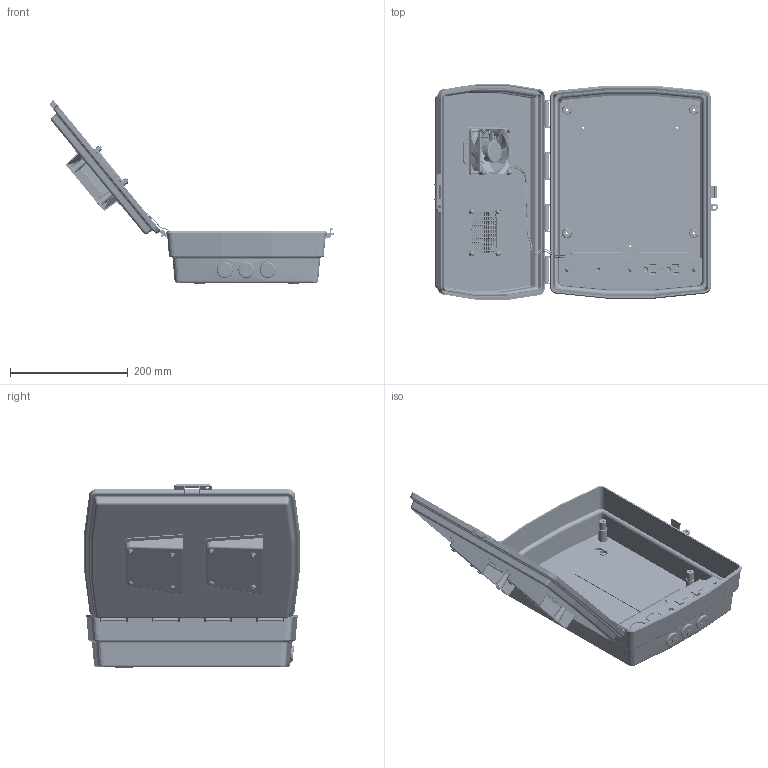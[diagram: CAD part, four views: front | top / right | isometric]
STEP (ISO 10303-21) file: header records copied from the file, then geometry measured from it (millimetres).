
FILE_DESCRIPTION (( 'STEP AP214' ), '1' );
FILE_NAME ('00406787_3D.STEP', '2022-05-26T21:20:16', ( '' ), ( '' ), 'SwSTEP 2.0', 'SolidWorks 2021', '' );
FILE_SCHEMA (( 'AUTOMOTIVE_DESIGN' ));
Length unit declared in the file: inch
Products named in the file (22): 1AJ02-054; NBP141004_120VAC outlet; NBP141004_PanelScrew; NBP141004_Lid-Vented; NBP141004_ConduitGrommit; XFW-0026; NBP141004_LowerPlate; 1AM07-078; XFN-0027; Fan-80x80x25; 1AJ02-055; NBP141004_400_Panel; NBP141004_outletScrew; NBP141004-FanWire; Fan Screen-All Wires-80x80 ALUM; 1AJ02-056; 1AJ03-011; NBP141004_Velcro tape; 1AJ02-053; NBP141004_Box; 00406787_3D; XFN-0026
Assembly tree (46 placements, depth 2):
  00406787_3D
    NBP141004_Box
    NBP141004_Lid-Vented
    NBP141004_ConduitGrommit  x3
    NBP141004_LowerPlate
    NBP141004_400_Panel
    NBP141004_Velcro tape  x2
    Fan Screen-All Wires-80x80 ALUM  x2
    NBP141004_PanelScrew  x3
    NBP141004_outletScrew
    XFN-0026  x8
    NBP141004_120VAC outlet
    XFW-0026
    XFN-0027
    1AM07-078  x2
    1AJ02-053  x2
    1AJ02-054  x2
    1AJ03-011  x8
    NBP141004-FanWire
    1AJ02-055  x2
    1AJ02-056  x2
    Fan-80x80x25
Bounding box: 483.06 x 366.88 x 312.42 mm (x, y, z)
Volume: 1236306.1 mm3; surface area: 928809.8 mm2
Topology: 234 solids, 234 shells, 5843 faces, 13686 edges, 8394 vertices
Faces by surface type: cylinder 2298, cone 1764, plane 1341, torus 234, bspline 164, sphere 42
Entity records: 149761 total; most frequent: CARTESIAN_POINT 44731, ORIENTED_EDGE 16830, DIRECTION 16636, EDGE_CURVE 8415, AXIS2_PLACEMENT_3D 6519, VERTEX_POINT 5220, EDGE_LOOP 3949, LINE 3598
